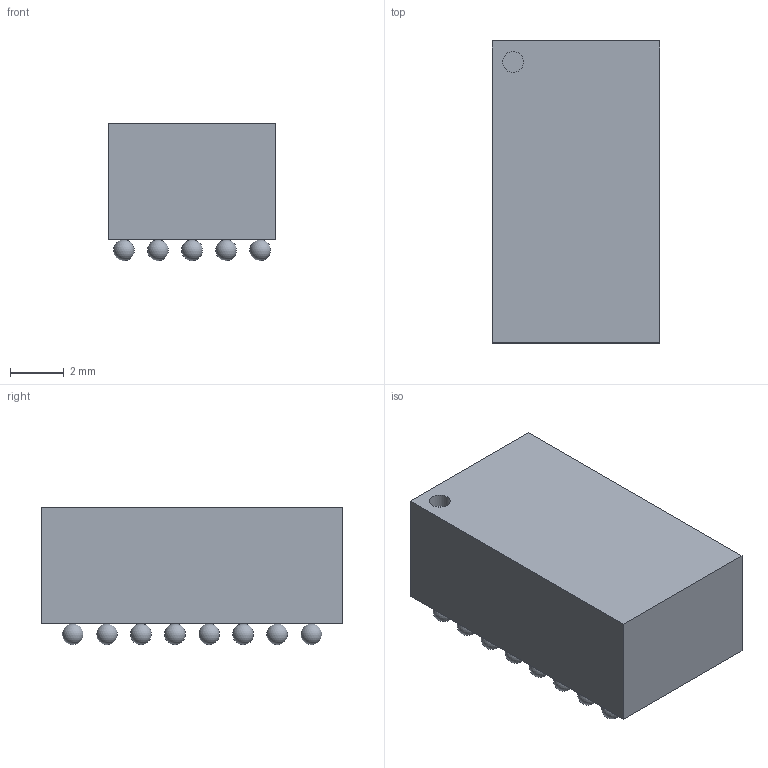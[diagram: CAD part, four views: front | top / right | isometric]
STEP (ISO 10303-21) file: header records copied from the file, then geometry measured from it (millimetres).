
FILE_DESCRIPTION(('FreeCAD Model'),'2;1');
FILE_NAME('280237.6.1.stp','2022-06-13T06:26:50',( 'Author'),(''),'Open CASCADE STEP processor 6.9','FreeCAD','Unknown' );
FILE_SCHEMA(('AUTOMOTIVE_DESIGN { 1 0 10303 214 1 1 1 1 }'));
Length unit declared in the file: millimetre
Products named in the file (3): ASSEMBLY; Array; Body
Assembly tree (2 placements, depth 2):
  ASSEMBLY
    Array
    Body
Bounding box: 6.25 x 11.25 x 5.12 mm (x, y, z)
Volume: 314.8 mm3; surface area: 370.2 mm2
Topology: 41 solids, 41 shells, 48 faces, 135 edges, 90 vertices
Faces by surface type: sphere 40, plane 7, cylinder 1
Full cylindrical faces by diameter (mm): 0.781 x1
Entity records: 1295 total; most frequent: DIRECTION 149, CARTESIAN_POINT 146, AXIS2_PLACEMENT_3D 53, VERTEX_POINT 50, FACE_BOUND 49, ADVANCED_FACE 48, MANIFOLD_SOLID_BREP 41, CLOSED_SHELL 41
